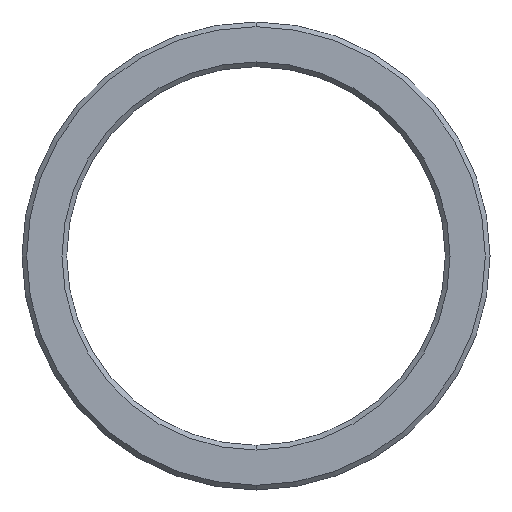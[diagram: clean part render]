
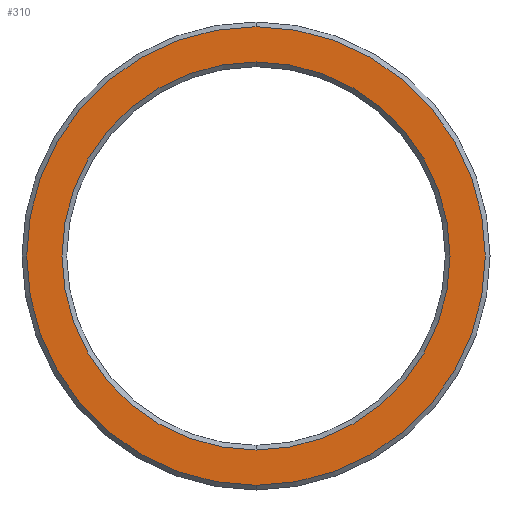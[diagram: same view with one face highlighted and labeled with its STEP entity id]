
A CAD part, front view. The second image highlights one B-rep face of the part: STEP entity #310.
In plain terms, the highlighted planar face has unit normal (0, -1, 0).
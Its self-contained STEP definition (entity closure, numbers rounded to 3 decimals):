
#5 = ORIENTED_EDGE ( 'NONE', *, *, #126, .T. ) ;
#13 = EDGE_LOOP ( 'NONE', ( #381, #5 ) ) ;
#36 = FACE_BOUND ( 'NONE', #13, .T. ) ;
#37 = EDGE_CURVE ( 'NONE', #54, #366, #339, .T. ) ;
#51 = CARTESIAN_POINT ( 'NONE',  ( 0., -1., -4.875 ) ) ;
#54 = VERTEX_POINT ( 'NONE', #51 ) ;
#59 = AXIS2_PLACEMENT_3D ( 'NONE', #423, #217, #68 ) ;
#61 = CIRCLE ( 'NONE', #59, 4.125 ) ;
#68 = DIRECTION ( 'NONE',  ( 0., 0., 1. ) ) ;
#76 = DIRECTION ( 'NONE',  ( 0., 0., 1. ) ) ;
#85 = CARTESIAN_POINT ( 'NONE',  ( 0., -1., 0. ) ) ;
#93 = AXIS2_PLACEMENT_3D ( 'NONE', #107, #297, #76 ) ;
#107 = CARTESIAN_POINT ( 'NONE',  ( 0., -1., 0. ) ) ;
#126 = EDGE_CURVE ( 'NONE', #220, #382, #61, .T. ) ;
#128 = AXIS2_PLACEMENT_3D ( 'NONE', #145, #185, #438 ) ;
#145 = CARTESIAN_POINT ( 'NONE',  ( 0., -1., 0. ) ) ;
#154 = CARTESIAN_POINT ( 'NONE',  ( 0., -1., 4.875 ) ) ;
#157 = EDGE_CURVE ( 'NONE', #382, #220, #443, .T. ) ;
#185 = DIRECTION ( 'NONE',  ( 0., 1., 0. ) ) ;
#186 = CARTESIAN_POINT ( 'NONE',  ( 0., -1., -4.125 ) ) ;
#215 = AXIS2_PLACEMENT_3D ( 'NONE', #434, #229, #268 ) ;
#217 = DIRECTION ( 'NONE',  ( 0., 1., 0. ) ) ;
#219 = AXIS2_PLACEMENT_3D ( 'NONE', #85, #312, #347 ) ;
#220 = VERTEX_POINT ( 'NONE', #349 ) ;
#229 = DIRECTION ( 'NONE',  ( 0., 1., 0. ) ) ;
#256 = EDGE_CURVE ( 'NONE', #366, #54, #292, .T. ) ;
#268 = DIRECTION ( 'NONE',  ( 0., 0., 1. ) ) ;
#292 = CIRCLE ( 'NONE', #93, 4.875 ) ;
#297 = DIRECTION ( 'NONE',  ( 0., -1., 0. ) ) ;
#310 = ADVANCED_FACE ( 'NONE', ( #422, #36 ), #330, .F. ) ;
#312 = DIRECTION ( 'NONE',  ( 0., -1., 0. ) ) ;
#330 = PLANE ( 'NONE',  #215 ) ;
#332 = ORIENTED_EDGE ( 'NONE', *, *, #37, .T. ) ;
#339 = CIRCLE ( 'NONE', #219, 4.875 ) ;
#347 = DIRECTION ( 'NONE',  ( 0., 0., 1. ) ) ;
#349 = CARTESIAN_POINT ( 'NONE',  ( 0., -1., 4.125 ) ) ;
#366 = VERTEX_POINT ( 'NONE', #154 ) ;
#381 = ORIENTED_EDGE ( 'NONE', *, *, #157, .T. ) ;
#382 = VERTEX_POINT ( 'NONE', #186 ) ;
#393 = EDGE_LOOP ( 'NONE', ( #409, #332 ) ) ;
#409 = ORIENTED_EDGE ( 'NONE', *, *, #256, .T. ) ;
#422 = FACE_OUTER_BOUND ( 'NONE', #393, .T. ) ;
#423 = CARTESIAN_POINT ( 'NONE',  ( 0., -1., 0. ) ) ;
#434 = CARTESIAN_POINT ( 'NONE',  ( 0., -1., 0. ) ) ;
#438 = DIRECTION ( 'NONE',  ( 0., 0., 1. ) ) ;
#443 = CIRCLE ( 'NONE', #128, 4.125 ) ;
